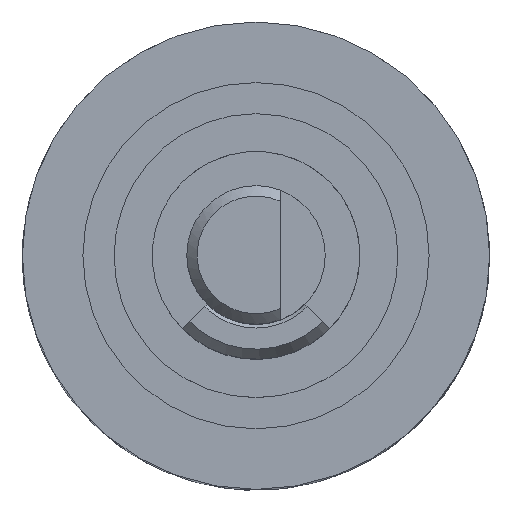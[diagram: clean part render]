
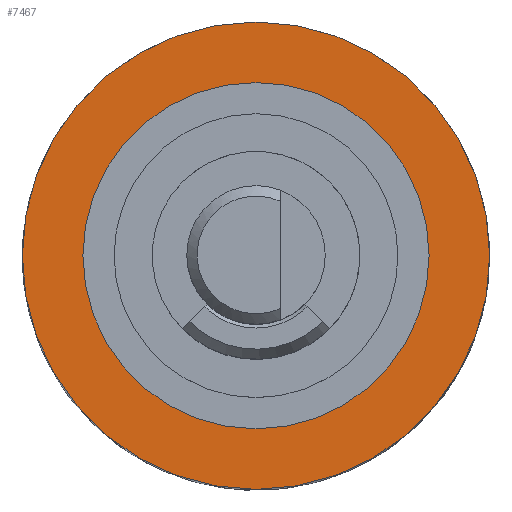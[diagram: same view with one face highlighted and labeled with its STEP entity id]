
A CAD part, top view. The second image highlights one B-rep face of the part: STEP entity #7467.
In plain terms, the highlighted face is planar.
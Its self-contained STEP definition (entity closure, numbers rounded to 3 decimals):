
#350 = FACE_BOUND ( 'NONE', #5959, .T. ) ;
#1036 = DIRECTION ( 'NONE',  ( 0., 0., 1. ) ) ;
#1182 = CARTESIAN_POINT ( 'NONE',  ( 6.75, 0., 3.267 ) ) ;
#1225 = DIRECTION ( 'NONE',  ( -1., 0., 0. ) ) ;
#1261 = DIRECTION ( 'NONE',  ( 0., 0., -1. ) ) ;
#1567 = CIRCLE ( 'NONE', #3795, 5. ) ;
#1807 = ORIENTED_EDGE ( 'NONE', *, *, #7052, .F. ) ;
#2293 = EDGE_LOOP ( 'NONE', ( #1807 ) ) ;
#3521 = AXIS2_PLACEMENT_3D ( 'NONE', #5685, #1036, #6479 ) ;
#3558 = PLANE ( 'NONE',  #7370 ) ;
#3795 = AXIS2_PLACEMENT_3D ( 'NONE', #8689, #7295, #7148 ) ;
#5685 = CARTESIAN_POINT ( 'NONE',  ( 0., 0., 3.267 ) ) ;
#5959 = EDGE_LOOP ( 'NONE', ( #8866 ) ) ;
#6068 = VERTEX_POINT ( 'NONE', #7617 ) ;
#6479 = DIRECTION ( 'NONE',  ( 1., 0., 0. ) ) ;
#6904 = CARTESIAN_POINT ( 'NONE',  ( 0., 5., 3.267 ) ) ;
#7052 = EDGE_CURVE ( 'NONE', #6068, #6068, #8858, .T. ) ;
#7148 = DIRECTION ( 'NONE',  ( 0., 1., 0. ) ) ;
#7295 = DIRECTION ( 'NONE',  ( 0., 0., 1. ) ) ;
#7370 = AXIS2_PLACEMENT_3D ( 'NONE', #1182, #1261, #1225 ) ;
#7467 = ADVANCED_FACE ( 'NONE', ( #350, #9833 ), #3558, .T. ) ;
#7617 = CARTESIAN_POINT ( 'NONE',  ( 6.75, 0., 3.267 ) ) ;
#8384 = EDGE_CURVE ( 'NONE', #8617, #8617, #1567, .T. ) ;
#8617 = VERTEX_POINT ( 'NONE', #6904 ) ;
#8689 = CARTESIAN_POINT ( 'NONE',  ( 0., 0., 3.267 ) ) ;
#8858 = CIRCLE ( 'NONE', #3521, 6.75 ) ;
#8866 = ORIENTED_EDGE ( 'NONE', *, *, #8384, .T. ) ;
#9833 = FACE_OUTER_BOUND ( 'NONE', #2293, .T. ) ;
